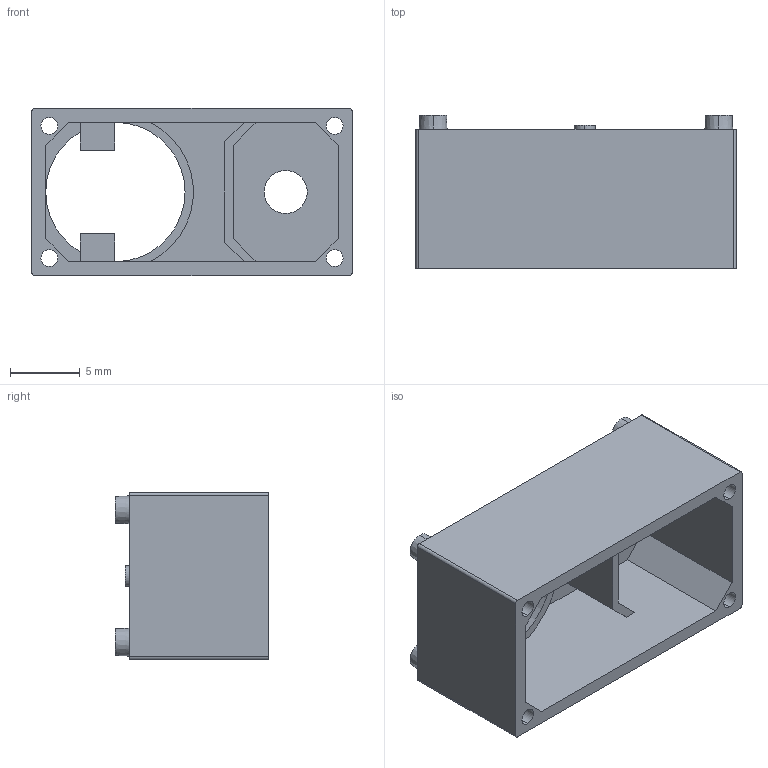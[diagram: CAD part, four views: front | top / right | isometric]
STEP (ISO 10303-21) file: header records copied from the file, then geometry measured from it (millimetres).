
FILE_DESCRIPTION (( 'STEP AP214' ), '1' );
FILE_NAME ('Piece2.STEP', '2015-07-21T18:34:55', ( '' ), ( '' ), 'SwSTEP 2.0', 'SolidWorks 2015', '' );
FILE_SCHEMA (( 'AUTOMOTIVE_DESIGN' ));
Length unit declared in the file: millimetre
Products named in the file (1): Piece2
Bounding box: 23 x 11 x 12 mm (x, y, z)
Volume: 847.9 mm3; surface area: 1994.3 mm2
Topology: 1 solids, 1 shells, 79 faces, 196 edges, 127 vertices
Faces by surface type: plane 42, cylinder 21, cone 16
Entity records: 2407 total; most frequent: DIRECTION 423, CARTESIAN_POINT 403, ORIENTED_EDGE 392, EDGE_CURVE 196, AXIS2_PLACEMENT_3D 147, LINE 129, VECTOR 129, VERTEX_POINT 127
